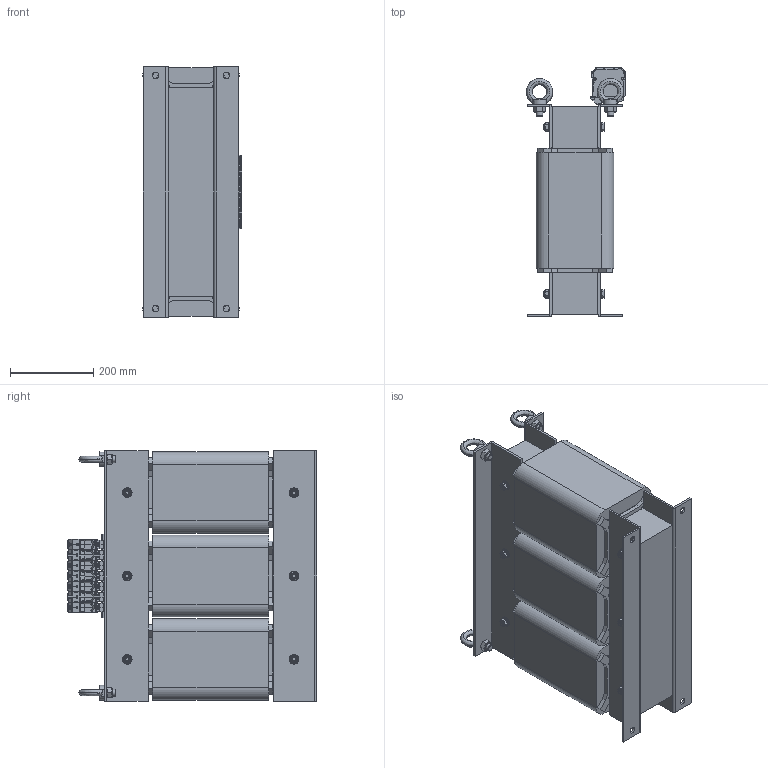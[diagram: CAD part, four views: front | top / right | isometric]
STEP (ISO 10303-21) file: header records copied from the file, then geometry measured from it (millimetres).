
FILE_DESCRIPTION(/* description */ (''),/* implementation_level */ '2;1');
FILE_NAME(/* name */ 'XMN02416960.stp',/* time_stamp */ '2023-03-29T11:01:02+02:00',/* author */ ('velazquez'),/* organization */ (''),/* preprocessor_version */ 'ST-DEVELOPER v19.2',/* originating_system */ 'Autodesk Inventor 2023',/* authorisation */ '');
FILE_SCHEMA (('AUTOMOTIVE_DESIGN { 1 0 10303 214 3 1 1 }'));
Length unit declared in the file: millimetre
Products named in the file (17): XMN02416960; 3UI300 500 x 500 - 110; CARRETE MECANO 100X110; BASE MECANO 100X110; BARRA MECANO 100X110; bobina 100x110; RC100; centrador M10; DIN 125 - A 10,5; DIN 933 - M10  x 140; DIN 934 - M10; DIN 580 - M16; DIN 934 - M16; FICHA 95 6 GRIS 1 AZUL; FICHA 95; carril 8 agujeros; FICHA 95 AZUL
Assembly tree (68 placements, depth 3):
  XMN02416960
    3UI300 500 x 500 - 110
    CARRETE MECANO 100X110  x3
      BASE MECANO 100X110
      BARRA MECANO 100X110
      bobina 100x110
    RC100  x4
    centrador M10  x12
    DIN 125 - A 10,5  x12
    DIN 933 - M10  x 140  x6
    DIN 934 - M10  x6
    DIN 580 - M16  x4
    DIN 934 - M16  x4
    FICHA 95 6 GRIS 1 AZUL
      FICHA 95  x6
      carril 8 agujeros
      FICHA 95 AZUL
Bounding box: 237.81 x 597.28 x 600 mm (x, y, z)
Volume: 43255439.4 mm3; surface area: 3319110.8 mm2
Topology: 85 solids, 85 shells, 5970 faces, 15368 edges, 9569 vertices
Faces by surface type: plane 3525, cylinder 1844, cone 177, torus 170, bspline 142, sphere 112
Full cylindrical faces by diameter (mm): 2.5 x56, 4.6 x7, 6.5 x14, 8 x14, 8.376 x6, 9.188 x6, 10 x30, 10.5 x12, 11.5 x12, 13.835 x4, 14.8 x4, 15.4 x6, 15.5 x8, 16 x4, 17 x12, 20 x12, 21 x6, 23 x12
Entity records: 54642 total; most frequent: CARTESIAN_POINT 10623, DIRECTION 8821, ORIENTED_EDGE 8654, EDGE_CURVE 4327, LINE 3075, VECTOR 3075, AXIS2_PLACEMENT_3D 2873, VERTEX_POINT 2714
